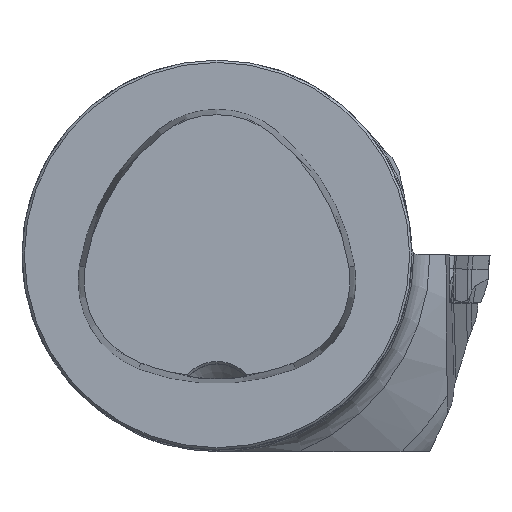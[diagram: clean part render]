
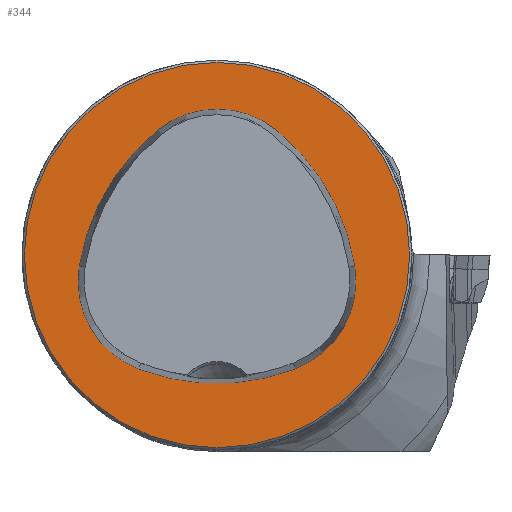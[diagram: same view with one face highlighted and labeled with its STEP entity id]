
A CAD part, top view. The second image highlights one B-rep face of the part: STEP entity #344.
In plain terms, the highlighted planar face has unit normal (0, 0, 1).
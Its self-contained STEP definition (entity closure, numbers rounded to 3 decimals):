
#86=FACE_BOUND('',#677,.T.);
#87=FACE_BOUND('',#678,.T.);
#231=PLANE('',#2950);
#344=ADVANCED_FACE('CU_FL_N1_SU_1',(#86,#87),#231,.T.);
#677=EDGE_LOOP('',(#1496,#1497,#1498,#1499,#1500,#1501));
#678=EDGE_LOOP('',(#1502));
#774=CIRCLE('',#2941,28.075);
#776=CIRCLE('',#2944,28.075);
#777=CIRCLE('',#2945,12.075);
#778=CIRCLE('',#2946,12.075);
#779=CIRCLE('',#2947,28.075);
#780=CIRCLE('',#2948,12.075);
#781=CIRCLE('',#2949,24.7);
#1496=ORIENTED_EDGE('',*,*,#2349,.F.);
#1497=ORIENTED_EDGE('',*,*,#2350,.F.);
#1498=ORIENTED_EDGE('',*,*,#2342,.F.);
#1499=ORIENTED_EDGE('',*,*,#2351,.F.);
#1500=ORIENTED_EDGE('',*,*,#2352,.F.);
#1501=ORIENTED_EDGE('',*,*,#2353,.F.);
#1502=ORIENTED_EDGE('',*,*,#2354,.T.);
#1992=VERTEX_POINT('',#5700);
#1993=VERTEX_POINT('',#5702);
#1999=VERTEX_POINT('',#5734);
#2000=VERTEX_POINT('',#5735);
#2001=VERTEX_POINT('',#5738);
#2002=VERTEX_POINT('',#5740);
#2003=VERTEX_POINT('',#5743);
#2342=EDGE_CURVE('',#1992,#1993,#774,.T.);
#2349=EDGE_CURVE('',#1999,#2000,#776,.T.);
#2350=EDGE_CURVE('',#1993,#1999,#777,.T.);
#2351=EDGE_CURVE('',#2001,#1992,#778,.T.);
#2352=EDGE_CURVE('',#2002,#2001,#779,.T.);
#2353=EDGE_CURVE('',#2000,#2002,#780,.T.);
#2354=EDGE_CURVE('',#2003,#2003,#781,.T.);
#2941=AXIS2_PLACEMENT_3D('',#5701,#3413,#3414);
#2944=AXIS2_PLACEMENT_3D('',#5733,#3420,#3421);
#2945=AXIS2_PLACEMENT_3D('',#5736,#3422,#3423);
#2946=AXIS2_PLACEMENT_3D('',#5737,#3424,#3425);
#2947=AXIS2_PLACEMENT_3D('',#5739,#3426,#3427);
#2948=AXIS2_PLACEMENT_3D('',#5741,#3428,#3429);
#2949=AXIS2_PLACEMENT_3D('',#5742,#3430,#3431);
#2950=AXIS2_PLACEMENT_3D('',#5744,#3432,#3433);
#3413=DIRECTION('',(0.,0.,1.));
#3414=DIRECTION('',(-1.,0.,0.));
#3420=DIRECTION('',(0.,0.,1.));
#3421=DIRECTION('',(-1.,0.,0.));
#3422=DIRECTION('',(0.,0.,1.));
#3423=DIRECTION('',(-1.,0.,0.));
#3424=DIRECTION('',(0.,0.,1.));
#3425=DIRECTION('',(-1.,0.,0.));
#3426=DIRECTION('',(0.,0.,1.));
#3427=DIRECTION('',(-1.,0.,0.));
#3428=DIRECTION('',(0.,0.,1.));
#3429=DIRECTION('',(-1.,0.,0.));
#3430=DIRECTION('',(0.,0.,1.));
#3431=DIRECTION('',(-1.,0.,0.));
#3432=DIRECTION('',(0.,0.,1.));
#3433=DIRECTION('',(-1.,0.,0.));
#5700=CARTESIAN_POINT('',(-10.05,-14.595,0.));
#5701=CARTESIAN_POINT('',(0.,11.62,0.));
#5702=CARTESIAN_POINT('',(10.05,-14.595,0.));
#5733=CARTESIAN_POINT('',(-10.078,-5.807,0.));
#5734=CARTESIAN_POINT('',(17.656,-1.443,0.));
#5735=CARTESIAN_POINT('',(7.606,15.999,0.));
#5736=CARTESIAN_POINT('',(5.727,-3.32,0.));
#5737=CARTESIAN_POINT('',(-5.727,-3.32,0.));
#5738=CARTESIAN_POINT('',(-17.656,-1.443,0.));
#5739=CARTESIAN_POINT('',(10.078,-5.807,0.));
#5740=CARTESIAN_POINT('',(-7.606,15.999,0.));
#5741=CARTESIAN_POINT('',(0.,6.62,0.));
#5742=CARTESIAN_POINT('',(0.,0.,0.));
#5743=CARTESIAN_POINT('',(-24.7,0.,0.));
#5744=CARTESIAN_POINT('',(0.,0.,0.));
